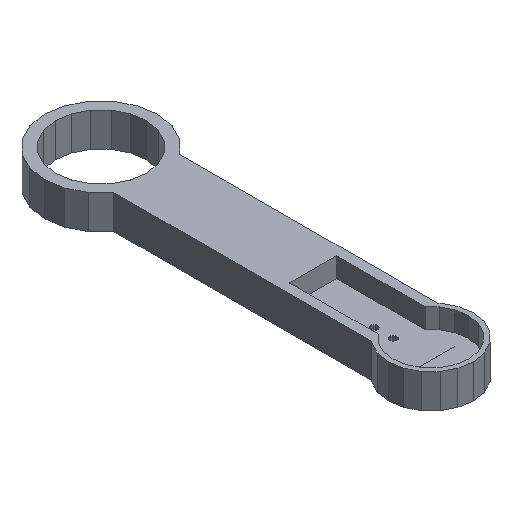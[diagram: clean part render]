
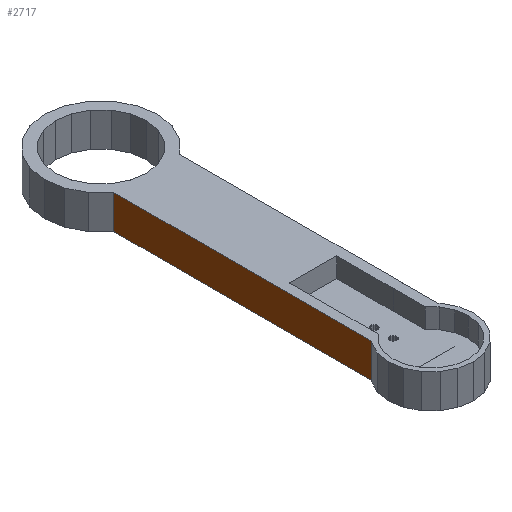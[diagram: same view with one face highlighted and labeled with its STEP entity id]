
A CAD part, isometric view. The second image highlights one B-rep face of the part: STEP entity #2717.
In plain terms, the highlighted planar face has unit normal (-1, 0, 0).
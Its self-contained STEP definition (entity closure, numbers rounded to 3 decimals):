
#27=FACE_OUTER_BOUND('',#166,.T.);
#166=EDGE_LOOP('',(#1787,#1788,#1789,#1790,#1791,#1792));
#321=LINE('',#3717,#721);
#322=LINE('',#3719,#722);
#323=LINE('',#3721,#723);
#324=LINE('',#3723,#724);
#325=LINE('',#3725,#725);
#326=LINE('',#3726,#726);
#721=VECTOR('',#3032,0.394);
#722=VECTOR('',#3033,0.394);
#723=VECTOR('',#3034,0.394);
#724=VECTOR('',#3035,0.394);
#725=VECTOR('',#3036,0.394);
#726=VECTOR('',#3037,0.394);
#1119=VERTEX_POINT('',#3715);
#1120=VERTEX_POINT('',#3716);
#1121=VERTEX_POINT('',#3718);
#1122=VERTEX_POINT('',#3720);
#1123=VERTEX_POINT('',#3722);
#1124=VERTEX_POINT('',#3724);
#1385=EDGE_CURVE('',#1119,#1120,#321,.T.);
#1386=EDGE_CURVE('',#1120,#1121,#322,.T.);
#1387=EDGE_CURVE('',#1122,#1121,#323,.T.);
#1388=EDGE_CURVE('',#1123,#1122,#324,.T.);
#1389=EDGE_CURVE('',#1123,#1124,#325,.T.);
#1390=EDGE_CURVE('',#1124,#1119,#326,.T.);
#1787=ORIENTED_EDGE('',*,*,#1385,.T.);
#1788=ORIENTED_EDGE('',*,*,#1386,.T.);
#1789=ORIENTED_EDGE('',*,*,#1387,.F.);
#1790=ORIENTED_EDGE('',*,*,#1388,.F.);
#1791=ORIENTED_EDGE('',*,*,#1389,.T.);
#1792=ORIENTED_EDGE('',*,*,#1390,.T.);
#2578=PLANE('',#2876);
#2717=ADVANCED_FACE('',(#27),#2578,.T.);
#2876=AXIS2_PLACEMENT_3D('',#3714,#3030,#3031);
#3030=DIRECTION('center_axis',(-1.,0.,0.));
#3031=DIRECTION('ref_axis',(0.,0.,1.));
#3032=DIRECTION('',(0.,1.,0.));
#3033=DIRECTION('',(0.,0.,-1.));
#3034=DIRECTION('',(0.,1.,0.));
#3035=DIRECTION('',(0.,0.,1.));
#3036=DIRECTION('',(0.,-1.,0.));
#3037=DIRECTION('',(0.,0.,1.));
#3714=CARTESIAN_POINT('Origin',(-254.531,1772.442,91.582));
#3715=CARTESIAN_POINT('',(-254.531,1772.442,91.582));
#3716=CARTESIAN_POINT('',(-254.531,1827.136,91.582));
#3717=CARTESIAN_POINT('',(-254.531,1772.442,91.582));
#3718=CARTESIAN_POINT('',(-254.531,1827.136,84.385));
#3719=CARTESIAN_POINT('',(-254.531,1827.136,91.582));
#3720=CARTESIAN_POINT('',(-254.531,1808.569,84.385));
#3721=CARTESIAN_POINT('',(-254.531,1808.569,84.385));
#3722=CARTESIAN_POINT('',(-254.531,1808.569,84.382));
#3723=CARTESIAN_POINT('',(-254.531,1808.569,84.382));
#3724=CARTESIAN_POINT('',(-254.531,1772.442,84.382));
#3725=CARTESIAN_POINT('',(-254.531,1808.569,84.382));
#3726=CARTESIAN_POINT('',(-254.531,1772.442,84.382));
